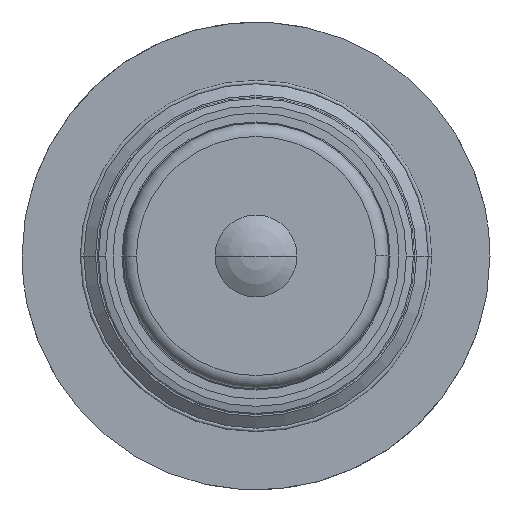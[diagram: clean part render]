
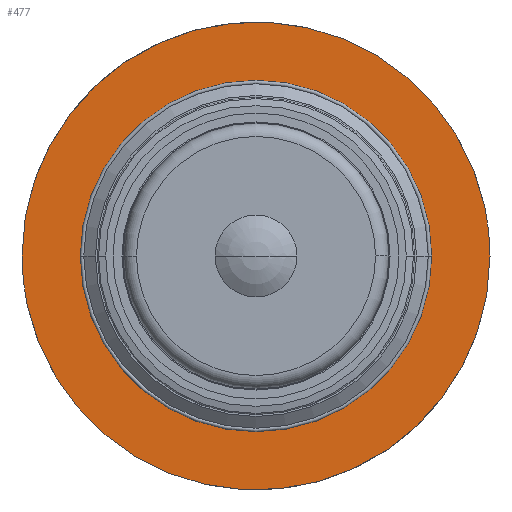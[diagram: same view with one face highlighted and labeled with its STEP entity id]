
A CAD part, front view. The second image highlights one B-rep face of the part: STEP entity #477.
In plain terms, the highlighted planar face has unit normal (0, -1, 0).
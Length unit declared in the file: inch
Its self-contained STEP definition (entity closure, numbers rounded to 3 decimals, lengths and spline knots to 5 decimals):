
#52=CARTESIAN_POINT('',(0.,1.188,0.));
#53=DIRECTION('',(0.,-1.,0.));
#54=DIRECTION('',(-1.,0.,0.));
#55=AXIS2_PLACEMENT_3D('',#52,#53,#54);
#57=CARTESIAN_POINT('',(0.,1.188,0.));
#58=DIRECTION('',(0.,-1.,0.));
#59=DIRECTION('',(1.,0.,0.));
#60=AXIS2_PLACEMENT_3D('',#57,#58,#59);
#213=CARTESIAN_POINT('',(2.25,1.188,0.));
#214=CARTESIAN_POINT('',(2.25,1.188,-0.10309));
#215=CARTESIAN_POINT('',(2.23598,1.188,-0.30708));
#216=CARTESIAN_POINT('',(2.17326,1.188,-0.60922));
#217=CARTESIAN_POINT('',(2.07003,1.188,-0.89945));
#218=CARTESIAN_POINT('',(1.92826,1.188,-1.17299));
#219=CARTESIAN_POINT('',(1.75059,1.188,-1.4246));
#220=CARTESIAN_POINT('',(1.54035,1.188,-1.64966));
#221=CARTESIAN_POINT('',(1.30142,1.188,-1.84401));
#222=CARTESIAN_POINT('',(1.03824,1.188,-2.00403));
#223=CARTESIAN_POINT('',(0.75572,1.188,-2.12672));
#224=CARTESIAN_POINT('',(0.45914,1.188,-2.20981));
#225=CARTESIAN_POINT('',(0.154,1.188,-2.25174));
#226=CARTESIAN_POINT('',(-0.154,1.188,-2.25174));
#227=CARTESIAN_POINT('',(-0.45913,1.188,-2.20981));
#228=CARTESIAN_POINT('',(-0.75572,1.188,-2.12672));
#229=CARTESIAN_POINT('',(-1.03823,1.188,-2.00403));
#230=CARTESIAN_POINT('',(-1.30141,1.188,-1.84401));
#231=CARTESIAN_POINT('',(-1.54035,1.188,-1.64967));
#232=CARTESIAN_POINT('',(-1.75059,1.188,-1.4246));
#233=CARTESIAN_POINT('',(-1.92826,1.188,-1.17299));
#234=CARTESIAN_POINT('',(-2.07003,1.188,-0.89945));
#235=CARTESIAN_POINT('',(-2.17326,1.188,-0.60922));
#236=CARTESIAN_POINT('',(-2.23598,1.188,-0.30708));
#237=CARTESIAN_POINT('',(-2.25,1.188,-0.10309));
#238=CARTESIAN_POINT('',(-2.25,1.188,0.));
#250=CARTESIAN_POINT('',(-2.25,1.188,0.));
#251=CARTESIAN_POINT('',(-2.25,1.188,0.10309));
#252=CARTESIAN_POINT('',(-2.23598,1.188,0.30708));
#253=CARTESIAN_POINT('',(-2.17326,1.188,0.60922));
#254=CARTESIAN_POINT('',(-2.07003,1.188,0.89945));
#255=CARTESIAN_POINT('',(-1.92826,1.188,1.17299));
#256=CARTESIAN_POINT('',(-1.75059,1.188,1.4246));
#257=CARTESIAN_POINT('',(-1.54035,1.188,1.64966));
#258=CARTESIAN_POINT('',(-1.30142,1.188,1.84401));
#259=CARTESIAN_POINT('',(-1.03824,1.188,2.00403));
#260=CARTESIAN_POINT('',(-0.75572,1.188,2.12672));
#261=CARTESIAN_POINT('',(-0.45914,1.188,2.20981));
#262=CARTESIAN_POINT('',(-0.154,1.188,2.25174));
#263=CARTESIAN_POINT('',(0.154,1.188,2.25174));
#264=CARTESIAN_POINT('',(0.45913,1.188,2.20981));
#265=CARTESIAN_POINT('',(0.75572,1.188,2.12672));
#266=CARTESIAN_POINT('',(1.03823,1.188,2.00403));
#267=CARTESIAN_POINT('',(1.30141,1.188,1.84401));
#268=CARTESIAN_POINT('',(1.54035,1.188,1.64967));
#269=CARTESIAN_POINT('',(1.75059,1.188,1.4246));
#270=CARTESIAN_POINT('',(1.92826,1.188,1.17299));
#271=CARTESIAN_POINT('',(2.07003,1.188,0.89945));
#272=CARTESIAN_POINT('',(2.17326,1.188,0.60922));
#273=CARTESIAN_POINT('',(2.23598,1.188,0.30708));
#274=CARTESIAN_POINT('',(2.25,1.188,0.10309));
#275=CARTESIAN_POINT('',(2.25,1.188,0.));
#366=CARTESIAN_POINT('',(2.25,1.1875,0.));
#367=VERTEX_POINT('',#366);
#368=CARTESIAN_POINT('',(-2.25,1.1875,0.));
#369=VERTEX_POINT('',#368);
#370=CARTESIAN_POINT('',(-1.55575,1.188,0.));
#371=CARTESIAN_POINT('',(1.55575,1.188,0.));
#372=VERTEX_POINT('',#370);
#373=VERTEX_POINT('',#371);
#460=CARTESIAN_POINT('',(0.,1.188,0.));
#461=DIRECTION('',(0.,-1.,0.));
#462=DIRECTION('',(-1.,0.,0.));
#463=AXIS2_PLACEMENT_3D('',#460,#461,#462);
#464=PLANE('',#463);
#466=ORIENTED_EDGE('',*,*,#465,.T.);
#468=ORIENTED_EDGE('',*,*,#467,.T.);
#469=EDGE_LOOP('',(#466,#468));
#470=FACE_OUTER_BOUND('',#469,.F.);
#472=ORIENTED_EDGE('',*,*,#471,.T.);
#474=ORIENTED_EDGE('',*,*,#473,.T.);
#475=EDGE_LOOP('',(#472,#474));
#476=FACE_BOUND('',#475,.F.);
#477=ADVANCED_FACE('',(#470,#476),#464,.T.);
#56=CIRCLE('',#55,1.55575);
#61=CIRCLE('',#60,1.55575);
#239=B_SPLINE_CURVE_WITH_KNOTS('',3,(#213,#214,#215,#216,#217,#218,#219,#220,
#221,#222,#223,#224,#225,#226,#227,#228,#229,#230,#231,#232,#233,#234,#235,#236,
#237,#238),.UNSPECIFIED.,.F.,.F.,(4,1,1,1,1,1,1,1,1,1,1,1,1,1,1,1,1,1,1,1,1,1,1,
4),(0.,0.04348,0.08696,0.13043,
0.17391,0.21739,0.26087,0.30435,
0.34783,0.3913,0.43478,0.47826,
0.52174,0.56522,0.6087,0.65217,
0.69565,0.73913,0.78261,0.82609,
0.86957,0.91304,0.95652,1.),.UNSPECIFIED.);
#276=B_SPLINE_CURVE_WITH_KNOTS('',3,(#250,#251,#252,#253,#254,#255,#256,#257,
#258,#259,#260,#261,#262,#263,#264,#265,#266,#267,#268,#269,#270,#271,#272,#273,
#274,#275),.UNSPECIFIED.,.F.,.F.,(4,1,1,1,1,1,1,1,1,1,1,1,1,1,1,1,1,1,1,1,1,1,1,
4),(0.,0.04348,0.08696,0.13043,
0.17391,0.21739,0.26087,0.30435,
0.34783,0.3913,0.43478,0.47826,
0.52174,0.56522,0.6087,0.65217,
0.69565,0.73913,0.78261,0.82609,
0.86957,0.91304,0.95652,1.),.UNSPECIFIED.);
#465=EDGE_CURVE('',#369,#367,#276,.T.);
#467=EDGE_CURVE('',#367,#369,#239,.T.);
#471=EDGE_CURVE('',#372,#373,#56,.T.);
#473=EDGE_CURVE('',#373,#372,#61,.T.);
